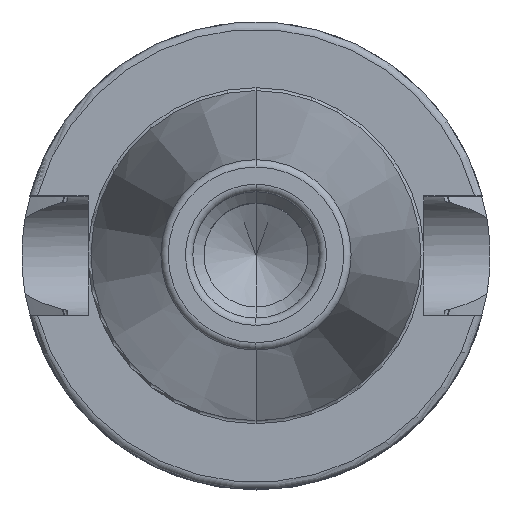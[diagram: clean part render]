
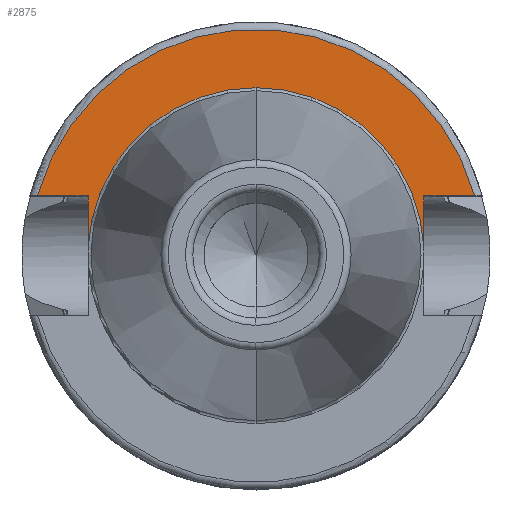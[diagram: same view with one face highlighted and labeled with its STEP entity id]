
A CAD part, top view. The second image highlights one B-rep face of the part: STEP entity #2875.
In plain terms, the highlighted planar face has unit normal (0, 0, 1).
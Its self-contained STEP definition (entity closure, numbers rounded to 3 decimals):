
#944=DIRECTION('',(0,1,0));
#945=VECTOR('',#944,6.987);
#946=CARTESIAN_POINT('',(-22.6,1.063,25));
#947=LINE('',#946,#945);
#948=DIRECTION('',(1,0,0));
#949=VECTOR('',#948,6.818);
#950=CARTESIAN_POINT('',(-29.418,8.05,25));
#951=LINE('',#950,#949);
#952=DIRECTION('',(-1,0,0));
#953=VECTOR('',#952,6.818);
#954=CARTESIAN_POINT('',(29.418,8.05,25));
#955=LINE('',#954,#953);
#956=DIRECTION('',(0,-1,0));
#957=VECTOR('',#956,6.987);
#958=CARTESIAN_POINT('',(22.6,8.05,25));
#959=LINE('',#958,#957);
#966=CARTESIAN_POINT('',(0,0,25));
#967=DIRECTION('',(0,0,1));
#968=DIRECTION('',(0,1,0));
#969=AXIS2_PLACEMENT_3D('',#966,#967,#968);
#997=CARTESIAN_POINT('',(0,0,25));
#998=DIRECTION('',(0,0,-1));
#999=DIRECTION('',(0,1,0));
#1000=AXIS2_PLACEMENT_3D('',#997,#998,#999);
#1049=CARTESIAN_POINT('',(0,0,25));
#1050=DIRECTION('',(0,0,1));
#1051=DIRECTION('',(0.965,0.264,0));
#1052=AXIS2_PLACEMENT_3D('',#1049,#1050,#1051);
#1593=CARTESIAN_POINT('',(-22.6,1.063,25));
#1594=CARTESIAN_POINT('',(-22.6,8.05,25));
#1595=VERTEX_POINT('',#1593);
#1596=VERTEX_POINT('',#1594);
#1597=CARTESIAN_POINT('',(-29.418,8.05,25));
#1598=VERTEX_POINT('',#1597);
#1599=CARTESIAN_POINT('',(22.6,8.05,25));
#1600=CARTESIAN_POINT('',(22.6,1.063,25));
#1601=VERTEX_POINT('',#1599);
#1602=VERTEX_POINT('',#1600);
#1609=CARTESIAN_POINT('',(29.418,8.05,25));
#1610=VERTEX_POINT('',#1609);
#1657=CARTESIAN_POINT('',(0,22.625,25));
#1659=VERTEX_POINT('',#1657);
#2856=CARTESIAN_POINT('',(0,0,25));
#2857=DIRECTION('',(0,0,-1));
#2858=DIRECTION('',(0,-1,0));
#2859=AXIS2_PLACEMENT_3D('',#2856,#2857,#2858);
#2860=PLANE('',#2859);
#2861=ORIENTED_EDGE('',*,*,#2613,.T.);
#2862=ORIENTED_EDGE('',*,*,#2642,.F.);
#2864=ORIENTED_EDGE('',*,*,#2863,.F.);
#2866=ORIENTED_EDGE('',*,*,#2865,.T.);
#2868=ORIENTED_EDGE('',*,*,#2867,.T.);
#2870=ORIENTED_EDGE('',*,*,#2869,.F.);
#2872=ORIENTED_EDGE('',*,*,#2871,.T.);
#2873=EDGE_LOOP('',(#2861,#2862,#2864,#2866,#2868,#2870,#2872));
#2874=FACE_OUTER_BOUND('',#2873,.F.);
#2875=ADVANCED_FACE('',(#2874),#2860,.F.);
#970=CIRCLE('',#969,22.625);
#1001=CIRCLE('',#1000,22.625);
#1053=CIRCLE('',#1052,30.5);
#2613=EDGE_CURVE('',#1595,#1596,#947,.T.);
#2642=EDGE_CURVE('',#1598,#1596,#951,.T.);
#2863=EDGE_CURVE('',#1610,#1598,#1053,.T.);
#2865=EDGE_CURVE('',#1610,#1601,#955,.T.);
#2867=EDGE_CURVE('',#1601,#1602,#959,.T.);
#2869=EDGE_CURVE('',#1659,#1602,#1001,.T.);
#2871=EDGE_CURVE('',#1659,#1595,#970,.T.);
